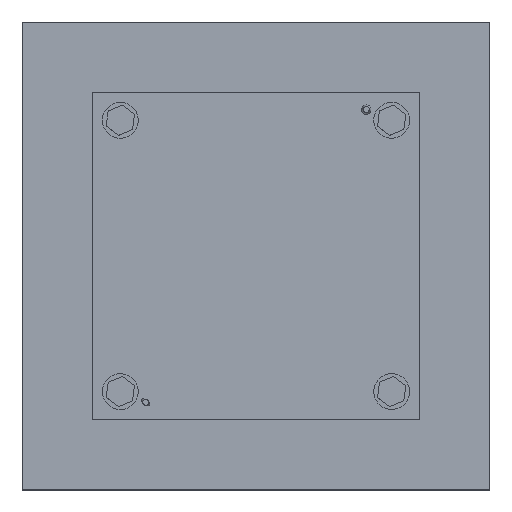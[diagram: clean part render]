
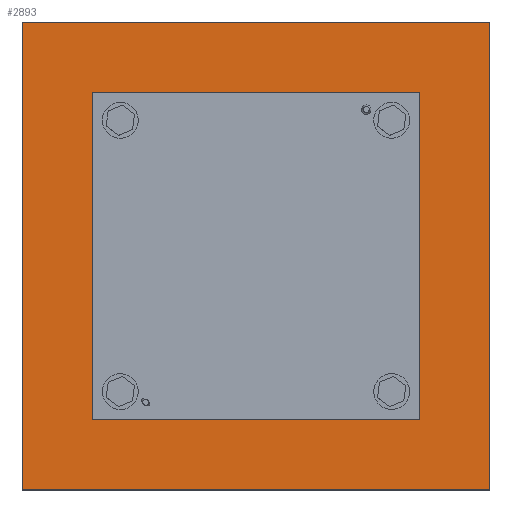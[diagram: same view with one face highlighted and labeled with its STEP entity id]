
A CAD part, top view. The second image highlights one B-rep face of the part: STEP entity #2893.
In plain terms, the highlighted planar face has unit normal (0, 0, 1).
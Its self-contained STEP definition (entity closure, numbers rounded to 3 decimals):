
#915=DIRECTION('',(1.,0.,0.));
#916=VECTOR('',#915,210.);
#917=CARTESIAN_POINT('',(-105.,105.,3.));
#918=LINE('',#917,#916);
#919=DIRECTION('',(0.,1.,0.));
#920=VECTOR('',#919,210.);
#921=CARTESIAN_POINT('',(-105.,-105.,3.));
#922=LINE('',#921,#920);
#923=DIRECTION('',(-1.,0.,0.));
#924=VECTOR('',#923,210.);
#925=CARTESIAN_POINT('',(105.,-105.,3.));
#926=LINE('',#925,#924);
#927=DIRECTION('',(0.,-1.,0.));
#928=VECTOR('',#927,210.);
#929=CARTESIAN_POINT('',(105.,105.,3.));
#930=LINE('',#929,#928);
#955=DIRECTION('',(-1.,0.,0.));
#956=VECTOR('',#955,300.);
#957=CARTESIAN_POINT('',(150.,-150.,3.));
#958=LINE('',#957,#956);
#963=DIRECTION('',(0.,-1.,0.));
#964=VECTOR('',#963,300.);
#965=CARTESIAN_POINT('',(150.,150.,3.));
#966=LINE('',#965,#964);
#971=DIRECTION('',(1.,0.,0.));
#972=VECTOR('',#971,300.);
#973=CARTESIAN_POINT('',(-150.,150.,3.));
#974=LINE('',#973,#972);
#979=DIRECTION('',(0.,1.,0.));
#980=VECTOR('',#979,300.);
#981=CARTESIAN_POINT('',(-150.,-150.,3.));
#982=LINE('',#981,#980);
#1293=CARTESIAN_POINT('',(150.,-150.,3.));
#1294=CARTESIAN_POINT('',(-150.,-150.,3.));
#1295=VERTEX_POINT('',#1293);
#1296=VERTEX_POINT('',#1294);
#1301=CARTESIAN_POINT('',(150.,150.,3.));
#1302=VERTEX_POINT('',#1301);
#1305=CARTESIAN_POINT('',(-150.,150.,3.));
#1306=VERTEX_POINT('',#1305);
#1309=CARTESIAN_POINT('',(-105.,105.,3.));
#1310=CARTESIAN_POINT('',(105.,105.,3.));
#1311=VERTEX_POINT('',#1309);
#1312=VERTEX_POINT('',#1310);
#1313=CARTESIAN_POINT('',(105.,-105.,3.));
#1314=VERTEX_POINT('',#1313);
#1315=CARTESIAN_POINT('',(-105.,-105.,3.));
#1316=VERTEX_POINT('',#1315);
#2869=CARTESIAN_POINT('',(150.,-150.,3.));
#2870=DIRECTION('',(0.,0.,1.));
#2871=DIRECTION('',(1.,0.,0.));
#2872=AXIS2_PLACEMENT_3D('',#2869,#2870,#2871);
#2873=PLANE('',#2872);
#2875=ORIENTED_EDGE('',*,*,#2874,.T.);
#2877=ORIENTED_EDGE('',*,*,#2876,.T.);
#2879=ORIENTED_EDGE('',*,*,#2878,.T.);
#2881=ORIENTED_EDGE('',*,*,#2880,.T.);
#2882=EDGE_LOOP('',(#2875,#2877,#2879,#2881));
#2883=FACE_OUTER_BOUND('',#2882,.F.);
#2884=ORIENTED_EDGE('',*,*,#2859,.F.);
#2886=ORIENTED_EDGE('',*,*,#2885,.F.);
#2888=ORIENTED_EDGE('',*,*,#2887,.F.);
#2890=ORIENTED_EDGE('',*,*,#2889,.F.);
#2891=EDGE_LOOP('',(#2884,#2886,#2888,#2890));
#2892=FACE_BOUND('',#2891,.F.);
#2893=ADVANCED_FACE('',(#2883,#2892),#2873,.T.);
#2859=EDGE_CURVE('',#1311,#1312,#918,.T.);
#2874=EDGE_CURVE('',#1295,#1296,#958,.T.);
#2876=EDGE_CURVE('',#1296,#1306,#982,.T.);
#2878=EDGE_CURVE('',#1306,#1302,#974,.T.);
#2880=EDGE_CURVE('',#1302,#1295,#966,.T.);
#2885=EDGE_CURVE('',#1316,#1311,#922,.T.);
#2887=EDGE_CURVE('',#1314,#1316,#926,.T.);
#2889=EDGE_CURVE('',#1312,#1314,#930,.T.);
